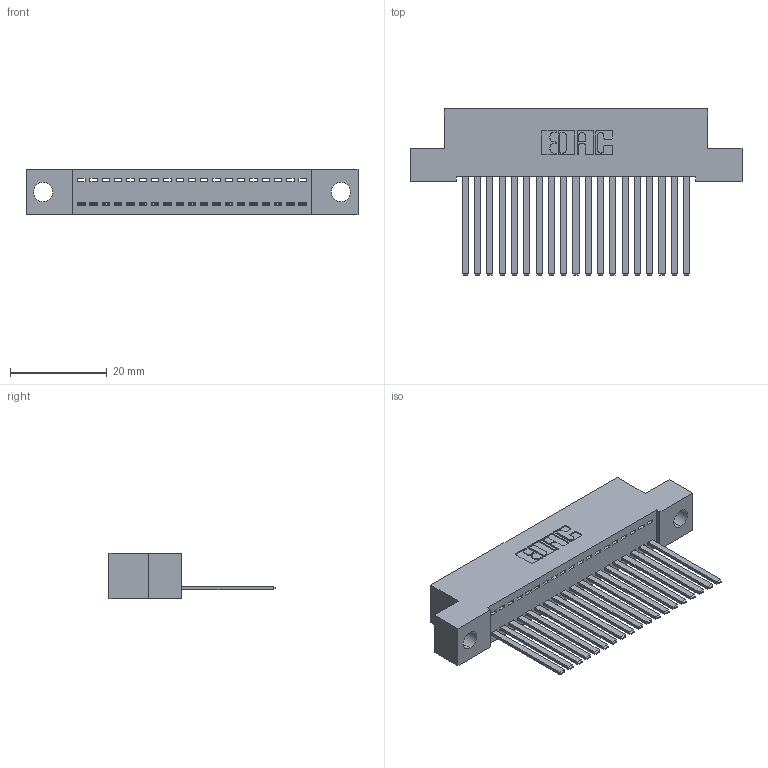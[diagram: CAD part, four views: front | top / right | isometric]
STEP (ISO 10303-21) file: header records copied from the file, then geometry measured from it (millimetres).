
FILE_DESCRIPTION (( 'STEP AP203' ), '1' );
FILE_NAME ('342-019-544-104.STEP', '2019-10-01T20:40:52', ( '' ), ( '' ), 'SwSTEP 2.0', 'SolidWorks 2016', '' );
FILE_SCHEMA (( 'CONFIG_CONTROL_DESIGN' ));
Length unit declared in the file: inch
Products named in the file (3): 342 Part_.156 TH; 345-292-001_345-293-144; 342-019-544-104
Assembly tree (20 placements, depth 2):
  342-019-544-104
    342 Part_.156 TH
    345-292-001_345-293-144  x19
Bounding box: 68.58 x 34.3 x 9.4 mm (x, y, z)
Volume: 6061.4 mm3; surface area: 8916.5 mm2
Topology: 20 solids, 20 shells, 1098 faces, 3301 edges, 2174 vertices
Faces by surface type: plane 788, cylinder 310
Entity records: 14277 total; most frequent: CARTESIAN_POINT 2471, ORIENTED_EDGE 2426, DIRECTION 2127, EDGE_CURVE 1213, LINE 1089, VECTOR 1089, VERTEX_POINT 806, AXIS2_PLACEMENT_3D 519
